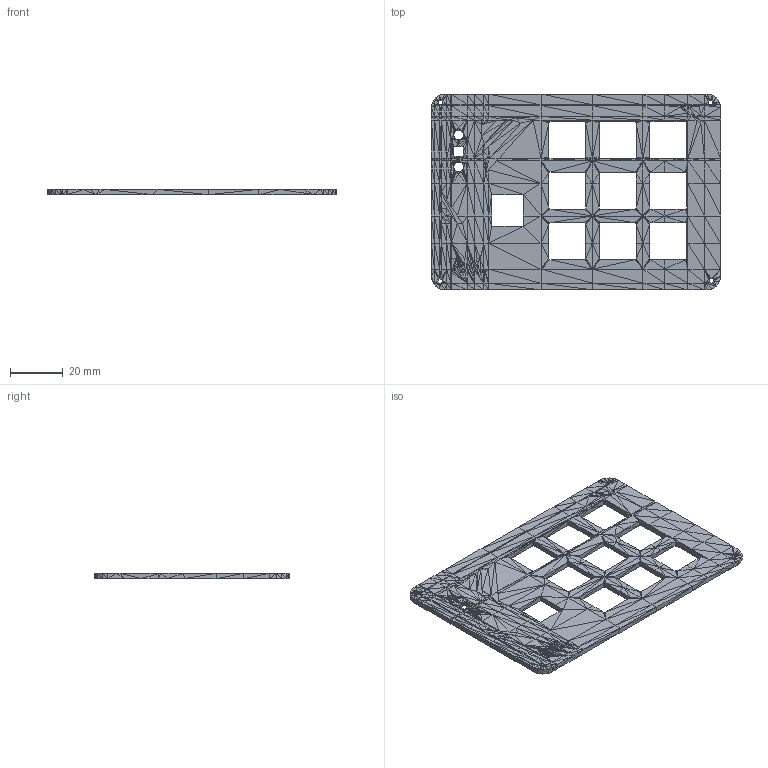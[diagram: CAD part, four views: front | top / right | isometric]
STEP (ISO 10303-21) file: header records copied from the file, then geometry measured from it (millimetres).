
FILE_DESCRIPTION(/* description */ (''),/* implementation_level */ '2;1');
FILE_NAME(/* name */ 'RM.pad - Top.step',/* time_stamp */ '2026-02-08T10:26:43-06:00',/* author */ (''),/* organization */ (''),/* preprocessor_version */ 'ST-DEVELOPER v20.1',/* originating_system */ 'Autodesk Translation Framework v14.24.0.0',/* authorisation */ '');
FILE_SCHEMA (('AUTOMOTIVE_DESIGN { 1 0 10303 214 3 1 1 }'));
Products named in the file (1): 2026-02-08-10-06-48-140
Bounding box: 109.23 x 73.94 x 2 mm (x, y, z)
Volume: 12195 mm3; surface area: 14157.8 mm2
Topology: 1 solids, 1 shells, 3417 faces, 5134 edges, 1685 vertices
Faces by surface type: plane 3417
Entity records: 66685 total; most frequent: DIRECTION 11970, ORIENTED_EDGE 10268, CARTESIAN_POINT 10237, LINE 5134, VECTOR 5134, EDGE_CURVE 5134, AXIS2_PLACEMENT_3D 3418, FACE_OUTER_BOUND 3417
